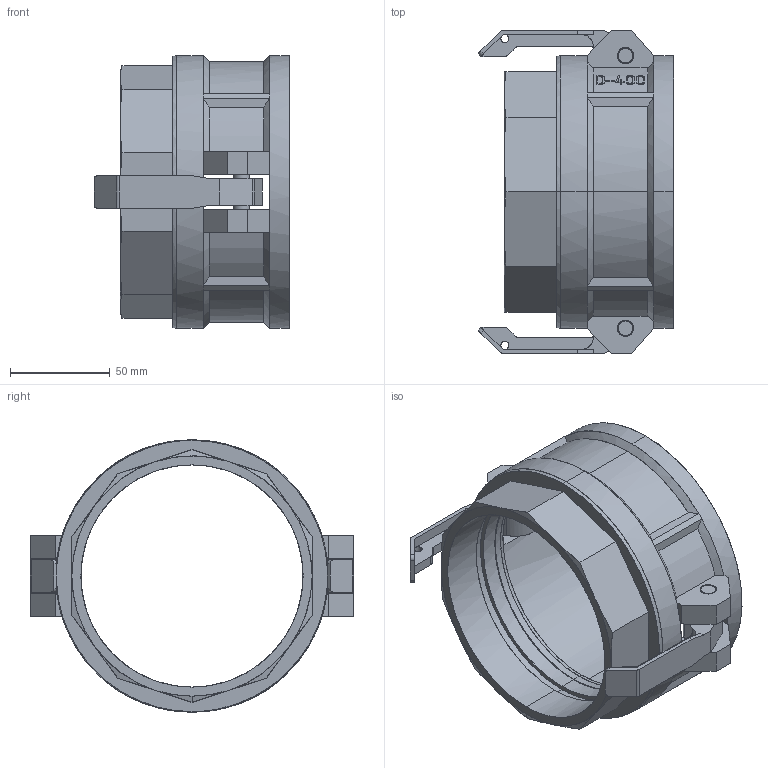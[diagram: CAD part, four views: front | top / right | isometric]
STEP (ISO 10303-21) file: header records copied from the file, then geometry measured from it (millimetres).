
FILE_DESCRIPTION(('FreeCAD Model'),'2;1');
FILE_NAME('Open CASCADE Shape Model','2025-05-04T19:55:07',('FreeCAD'),( 'FreeCAD'),'Open CASCADE STEP processor 7.6','FreeCAD','Unknown');
FILE_SCHEMA(('AUTOMOTIVE_DESIGN { 1 0 10303 214 1 1 1 1 }'));
Products named in the file (1): Open CASCADE STEP translator 7.6 1
Bounding box: 97.97 x 161.6 x 136.35 mm (x, y, z)
Surface area: 103804.6 mm2 (no closed solid volume)
Topology: 0 solids, 319 shells, 319 faces, 3827 edges, 3827 vertices
Faces by surface type: bspline 319
Entity records: 39716 total; most frequent: CARTESIAN_POINT 22870, ORIENTED_EDGE 3827, EDGE_CURVE 3827, VERTEX_POINT 3827, B_SPLINE_CURVE_WITH_KNOTS 3506, FACE_BOUND 345, EDGE_LOOP 345, SHELL_BASED_SURFACE_MODEL 319
